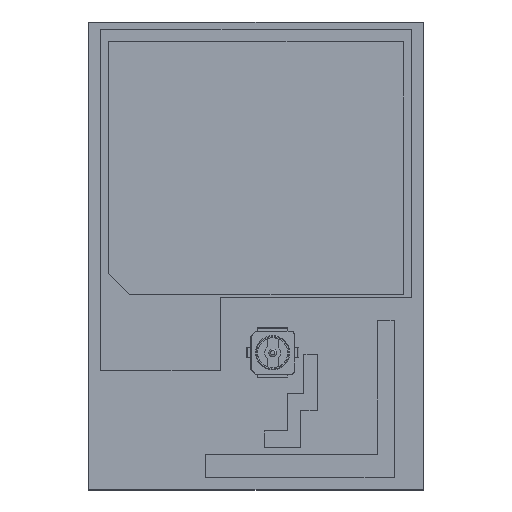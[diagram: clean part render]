
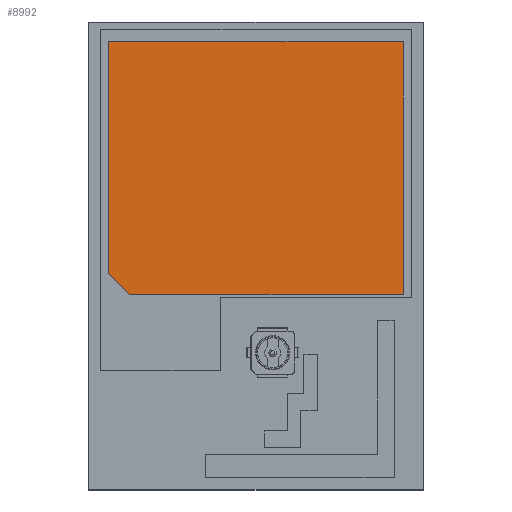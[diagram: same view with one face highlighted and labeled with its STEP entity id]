
A CAD part, top view. The second image highlights one B-rep face of the part: STEP entity #8992.
In plain terms, the highlighted planar face has unit normal (0, 0, 1).
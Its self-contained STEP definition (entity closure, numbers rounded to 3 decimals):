
#701=FACE_OUTER_BOUND('',#1266,.T.);
#1266=EDGE_LOOP('',(#7744,#7745,#7746,#7747,#7748));
#2407=LINE('',#14518,#3506);
#2410=LINE('',#14524,#3509);
#2413=LINE('',#14530,#3512);
#2416=LINE('',#14536,#3515);
#2419=LINE('',#14540,#3518);
#3506=VECTOR('',#12029,10.);
#3509=VECTOR('',#12034,10.);
#3512=VECTOR('',#12039,10.);
#3515=VECTOR('',#12044,10.);
#3518=VECTOR('',#12049,10.);
#4278=VERTEX_POINT('',#14515);
#4279=VERTEX_POINT('',#14517);
#4281=VERTEX_POINT('',#14523);
#4283=VERTEX_POINT('',#14529);
#4285=VERTEX_POINT('',#14535);
#5429=EDGE_CURVE('',#4279,#4278,#2407,.T.);
#5432=EDGE_CURVE('',#4281,#4279,#2410,.T.);
#5435=EDGE_CURVE('',#4283,#4281,#2413,.T.);
#5438=EDGE_CURVE('',#4285,#4283,#2416,.T.);
#5441=EDGE_CURVE('',#4278,#4285,#2419,.T.);
#7744=ORIENTED_EDGE('',*,*,#5441,.T.);
#7745=ORIENTED_EDGE('',*,*,#5438,.T.);
#7746=ORIENTED_EDGE('',*,*,#5435,.T.);
#7747=ORIENTED_EDGE('',*,*,#5432,.T.);
#7748=ORIENTED_EDGE('',*,*,#5429,.T.);
#8284=PLANE('',#9710);
#8992=ADVANCED_FACE('',(#701),#8284,.T.);
#9710=AXIS2_PLACEMENT_3D('',#14541,#12050,#12051);
#12029=DIRECTION('',(0.,-1.,0.));
#12034=DIRECTION('',(-1.,0.,0.));
#12039=DIRECTION('',(0.,1.,0.));
#12044=DIRECTION('',(1.,0.,0.));
#12049=DIRECTION('',(0.707,-0.707,0.));
#12050=DIRECTION('center_axis',(0.,0.,1.));
#12051=DIRECTION('ref_axis',(1.,0.,0.));
#14515=CARTESIAN_POINT('',(-18.824,12.967,3.02));
#14517=CARTESIAN_POINT('',(-18.824,26.805,3.02));
#14518=CARTESIAN_POINT('',(-18.824,26.805,3.02));
#14523=CARTESIAN_POINT('',(-1.186,26.805,3.02));
#14524=CARTESIAN_POINT('',(-1.186,26.805,3.02));
#14529=CARTESIAN_POINT('',(-1.186,11.702,3.02));
#14530=CARTESIAN_POINT('',(-1.186,11.702,3.02));
#14535=CARTESIAN_POINT('',(-17.558,11.702,3.02));
#14536=CARTESIAN_POINT('',(-17.562,11.702,3.02));
#14540=CARTESIAN_POINT('',(-18.824,12.967,3.02));
#14541=CARTESIAN_POINT('Origin',(-10.005,19.254,3.02));
